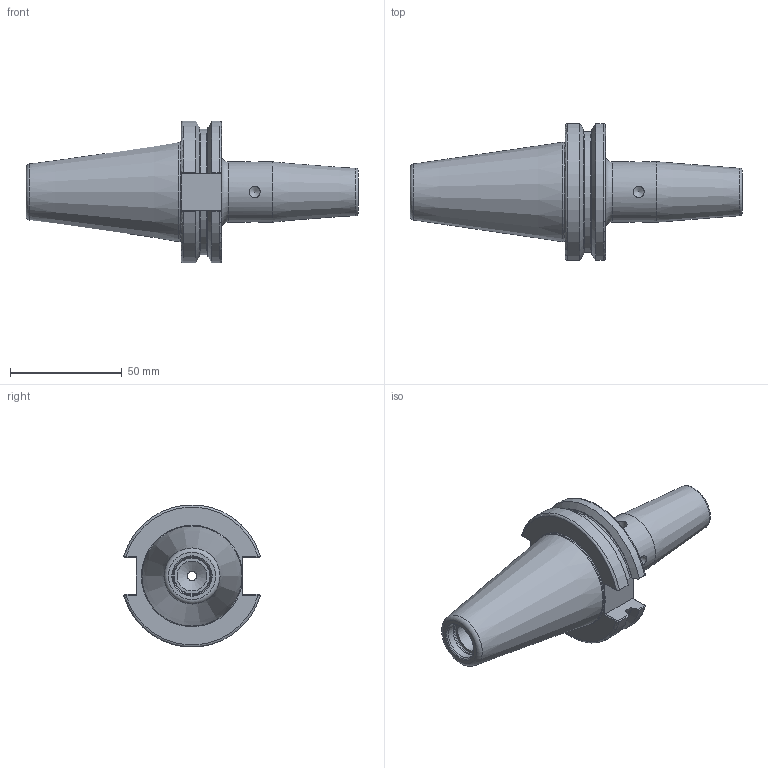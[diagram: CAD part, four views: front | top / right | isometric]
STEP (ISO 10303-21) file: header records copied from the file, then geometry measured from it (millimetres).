
FILE_DESCRIPTION(/* description */ (''),/* implementation_level */ '2;1');
FILE_NAME(/* name */ 'CAT40-SD025-080-B-X v1.step',/* time_stamp */ '2022-08-25T10:07:30-05:00',/* author */ (''),/* organization */ (''),/* preprocessor_version */ 'ST-DEVELOPER v19',/* originating_system */ 'Autodesk Translation Framework v11.7.0.108',/* authorisation */ '');
FILE_SCHEMA (('AUTOMOTIVE_DESIGN { 1 0 10303 214 3 1 1 }'));
Length unit declared in the file: millimetre
Products named in the file (1): CAT40-SD025-080-B-X
Bounding box: 148.25 x 61.14 x 63.31 mm (x, y, z)
Volume: 131870.1 mm3; surface area: 27121.1 mm2
Topology: 1 solids, 1 shells, 104 faces, 284 edges, 180 vertices
Faces by surface type: plane 36, cylinder 23, bspline 16, cone 15, torus 14
Full cylindrical faces by diameter (mm): 2.459 x2, 3.242 x2, 4.134 x1, 4.978 x4, 6.35 x1, 6.8 x1, 10 x1, 13.386 x1, 16.28 x1, 16.78 x1, 27 x1, 44.45 x1
Entity records: 4279 total; most frequent: CARTESIAN_POINT 1781, ORIENTED_EDGE 558, DIRECTION 455, EDGE_CURVE 279, VERTEX_POINT 180, AXIS2_PLACEMENT_3D 167, LINE 121, VECTOR 121
